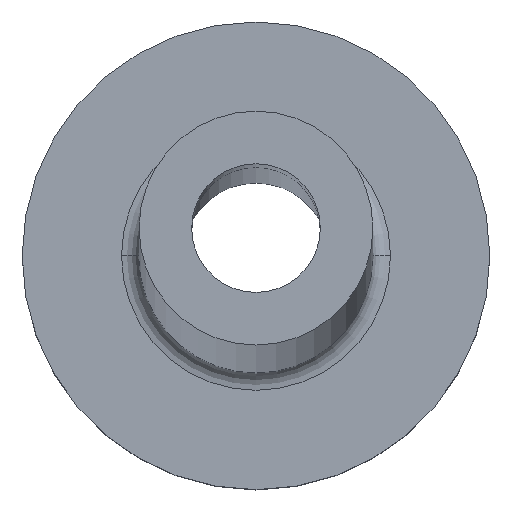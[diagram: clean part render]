
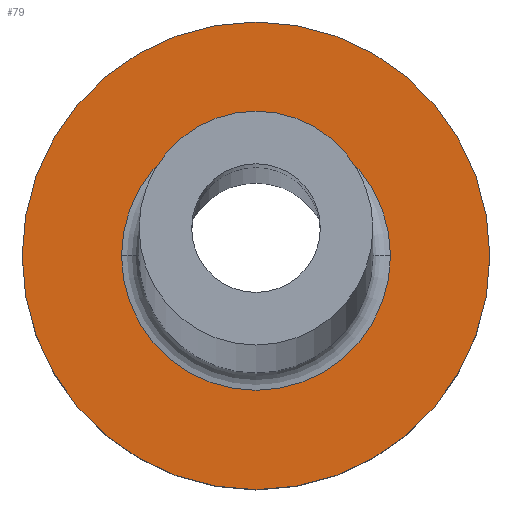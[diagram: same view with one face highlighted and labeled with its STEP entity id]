
A CAD part, top view. The second image highlights one B-rep face of the part: STEP entity #79.
In plain terms, the highlighted planar face has unit normal (0, 0, 1).
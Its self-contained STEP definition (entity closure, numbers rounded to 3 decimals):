
#6 = DIRECTION ( 'NONE',  ( 1., 0., 0. ) ) ;
#24 = CARTESIAN_POINT ( 'NONE',  ( 0., 0., 3. ) ) ;
#28 = CARTESIAN_POINT ( 'NONE',  ( 0., 0., 3. ) ) ;
#36 = AXIS2_PLACEMENT_3D ( 'NONE', #67, #215, #6 ) ;
#55 = DIRECTION ( 'NONE',  ( 0., 0., -1. ) ) ;
#56 = PLANE ( 'NONE',  #197 ) ;
#57 = CIRCLE ( 'NONE', #36, 4. ) ;
#67 = CARTESIAN_POINT ( 'NONE',  ( 0., 0., 3. ) ) ;
#69 = ORIENTED_EDGE ( 'NONE', *, *, #343, .T. ) ;
#79 = ADVANCED_FACE ( 'NONE', ( #294, #113 ), #56, .T. ) ;
#103 = DIRECTION ( 'NONE',  ( 1., 0., 0. ) ) ;
#104 = EDGE_CURVE ( 'NONE', #277, #402, #57, .T. ) ;
#106 = EDGE_LOOP ( 'NONE', ( #362, #143 ) ) ;
#113 = FACE_OUTER_BOUND ( 'NONE', #147, .T. ) ;
#143 = ORIENTED_EDGE ( 'NONE', *, *, #253, .T. ) ;
#144 = EDGE_CURVE ( 'NONE', #459, #290, #229, .T. ) ;
#147 = EDGE_LOOP ( 'NONE', ( #273, #69 ) ) ;
#167 = AXIS2_PLACEMENT_3D ( 'NONE', #28, #55, #384 ) ;
#197 = AXIS2_PLACEMENT_3D ( 'NONE', #24, #312, #351 ) ;
#215 = DIRECTION ( 'NONE',  ( 0., 0., 1. ) ) ;
#229 = CIRCLE ( 'NONE', #335, 2.3 ) ;
#247 = DIRECTION ( 'NONE',  ( 0., 0., -1. ) ) ;
#252 = CARTESIAN_POINT ( 'NONE',  ( 2.3, 0., 3. ) ) ;
#253 = EDGE_CURVE ( 'NONE', #290, #459, #452, .T. ) ;
#256 = CARTESIAN_POINT ( 'NONE',  ( -4., 0., 3. ) ) ;
#273 = ORIENTED_EDGE ( 'NONE', *, *, #104, .T. ) ;
#277 = VERTEX_POINT ( 'NONE', #256 ) ;
#290 = VERTEX_POINT ( 'NONE', #406 ) ;
#294 = FACE_BOUND ( 'NONE', #106, .T. ) ;
#312 = DIRECTION ( 'NONE',  ( 0., 0., 1. ) ) ;
#314 = DIRECTION ( 'NONE',  ( 1., 0., 0. ) ) ;
#335 = AXIS2_PLACEMENT_3D ( 'NONE', #437, #247, #103 ) ;
#343 = EDGE_CURVE ( 'NONE', #402, #277, #374, .T. ) ;
#351 = DIRECTION ( 'NONE',  ( 1., 0., 0. ) ) ;
#362 = ORIENTED_EDGE ( 'NONE', *, *, #144, .T. ) ;
#374 = CIRCLE ( 'NONE', #438, 4. ) ;
#384 = DIRECTION ( 'NONE',  ( 1., 0., 0. ) ) ;
#389 = DIRECTION ( 'NONE',  ( 0., 0., 1. ) ) ;
#396 = CARTESIAN_POINT ( 'NONE',  ( 4., 0., 3. ) ) ;
#402 = VERTEX_POINT ( 'NONE', #396 ) ;
#406 = CARTESIAN_POINT ( 'NONE',  ( -2.3, 0., 3. ) ) ;
#432 = CARTESIAN_POINT ( 'NONE',  ( 0., 0., 3. ) ) ;
#437 = CARTESIAN_POINT ( 'NONE',  ( 0., 0., 3. ) ) ;
#438 = AXIS2_PLACEMENT_3D ( 'NONE', #432, #389, #314 ) ;
#452 = CIRCLE ( 'NONE', #167, 2.3 ) ;
#459 = VERTEX_POINT ( 'NONE', #252 ) ;
